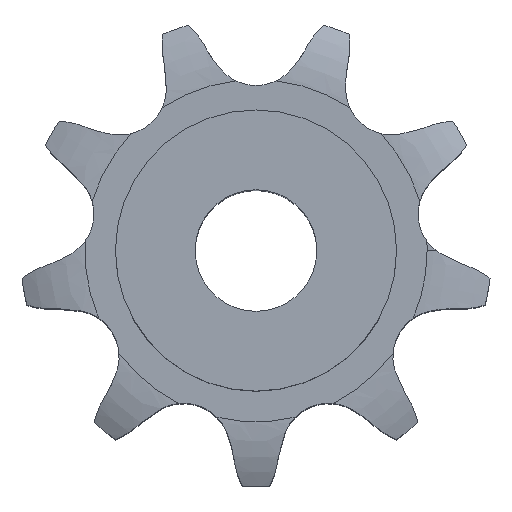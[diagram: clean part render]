
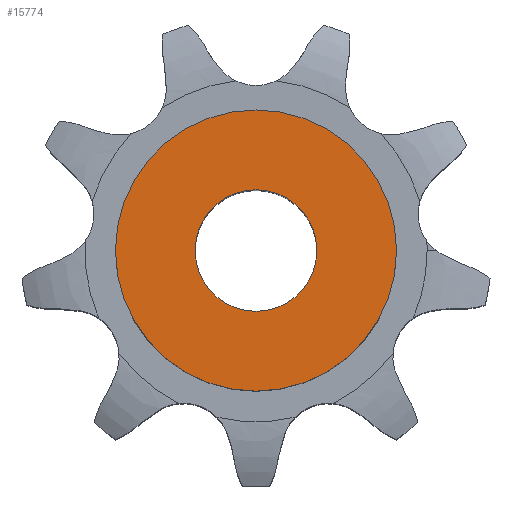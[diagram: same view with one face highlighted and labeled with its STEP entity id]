
A CAD part, top view. The second image highlights one B-rep face of the part: STEP entity #15774.
In plain terms, the highlighted planar face has unit normal (0, 0, 1).
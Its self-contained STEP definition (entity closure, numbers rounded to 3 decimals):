
#8590 = CYLINDRICAL_SURFACE('',#8591,8.);
#8591 = AXIS2_PLACEMENT_3D('',#8592,#8593,#8594);
#8592 = CARTESIAN_POINT('',(0.,0.,129.077));
#8593 = DIRECTION('',(0.,0.,1.));
#8594 = DIRECTION('',(1.,0.,0.));
#10815 = EDGE_CURVE('',#10816,#10816,#10818,.T.);
#10816 = VERTEX_POINT('',#10817);
#10817 = CARTESIAN_POINT('',(8.,0.,65.));
#10818 = SURFACE_CURVE('',#10819,(#10824,#10831),.PCURVE_S1.);
#10819 = CIRCLE('',#10820,8.);
#10820 = AXIS2_PLACEMENT_3D('',#10821,#10822,#10823);
#10821 = CARTESIAN_POINT('',(0.,0.,65.));
#10822 = DIRECTION('',(0.,0.,1.));
#10823 = DIRECTION('',(1.,0.,0.));
#10824 = PCURVE('',#8590,#10825);
#10825 = DEFINITIONAL_REPRESENTATION('',(#10826),#10830);
#10826 = LINE('',#10827,#10828);
#10827 = CARTESIAN_POINT('',(0.,-64.077));
#10828 = VECTOR('',#10829,1.);
#10829 = DIRECTION('',(1.,0.));
#10830 = ( GEOMETRIC_REPRESENTATION_CONTEXT(2) 
PARAMETRIC_REPRESENTATION_CONTEXT() REPRESENTATION_CONTEXT('2D SPACE',''
  ) );
#10831 = PCURVE('',#10832,#10837);
#10832 = PLANE('',#10833);
#10833 = AXIS2_PLACEMENT_3D('',#10834,#10835,#10836);
#10834 = CARTESIAN_POINT('',(0.,0.,65.)
  );
#10835 = DIRECTION('',(0.,0.,1.));
#10836 = DIRECTION('',(1.,0.,0.));
#10837 = DEFINITIONAL_REPRESENTATION('',(#10838),#10842);
#10838 = CIRCLE('',#10839,8.);
#10839 = AXIS2_PLACEMENT_2D('',#10840,#10841);
#10840 = CARTESIAN_POINT('',(0.,0.));
#10841 = DIRECTION('',(1.,0.));
#10842 = ( GEOMETRIC_REPRESENTATION_CONTEXT(2) 
PARAMETRIC_REPRESENTATION_CONTEXT() REPRESENTATION_CONTEXT('2D SPACE',''
  ) );
#15774 = ADVANCED_FACE('',(#15775,#15806),#10832,.T.);
#15775 = FACE_BOUND('',#15776,.T.);
#15776 = EDGE_LOOP('',(#15777));
#15777 = ORIENTED_EDGE('',*,*,#15778,.T.);
#15778 = EDGE_CURVE('',#15779,#15779,#15781,.T.);
#15779 = VERTEX_POINT('',#15780);
#15780 = CARTESIAN_POINT('',(18.5,0.,65.));
#15781 = SURFACE_CURVE('',#15782,(#15787,#15794),.PCURVE_S1.);
#15782 = CIRCLE('',#15783,18.5);
#15783 = AXIS2_PLACEMENT_3D('',#15784,#15785,#15786);
#15784 = CARTESIAN_POINT('',(0.,0.,65.));
#15785 = DIRECTION('',(0.,0.,1.));
#15786 = DIRECTION('',(1.,0.,0.));
#15787 = PCURVE('',#10832,#15788);
#15788 = DEFINITIONAL_REPRESENTATION('',(#15789),#15793);
#15789 = CIRCLE('',#15790,18.5);
#15790 = AXIS2_PLACEMENT_2D('',#15791,#15792);
#15791 = CARTESIAN_POINT('',(0.,0.));
#15792 = DIRECTION('',(1.,0.));
#15793 = ( GEOMETRIC_REPRESENTATION_CONTEXT(2) 
PARAMETRIC_REPRESENTATION_CONTEXT() REPRESENTATION_CONTEXT('2D SPACE',''
  ) );
#15794 = PCURVE('',#15795,#15800);
#15795 = CYLINDRICAL_SURFACE('',#15796,18.5);
#15796 = AXIS2_PLACEMENT_3D('',#15797,#15798,#15799);
#15797 = CARTESIAN_POINT('',(0.,0.,0.));
#15798 = DIRECTION('',(-0.,-0.,-1.));
#15799 = DIRECTION('',(1.,0.,0.));
#15800 = DEFINITIONAL_REPRESENTATION('',(#15801),#15805);
#15801 = LINE('',#15802,#15803);
#15802 = CARTESIAN_POINT('',(-0.,-65.));
#15803 = VECTOR('',#15804,1.);
#15804 = DIRECTION('',(-1.,0.));
#15805 = ( GEOMETRIC_REPRESENTATION_CONTEXT(2) 
PARAMETRIC_REPRESENTATION_CONTEXT() REPRESENTATION_CONTEXT('2D SPACE',''
  ) );
#15806 = FACE_BOUND('',#15807,.T.);
#15807 = EDGE_LOOP('',(#15808));
#15808 = ORIENTED_EDGE('',*,*,#10815,.F.);
